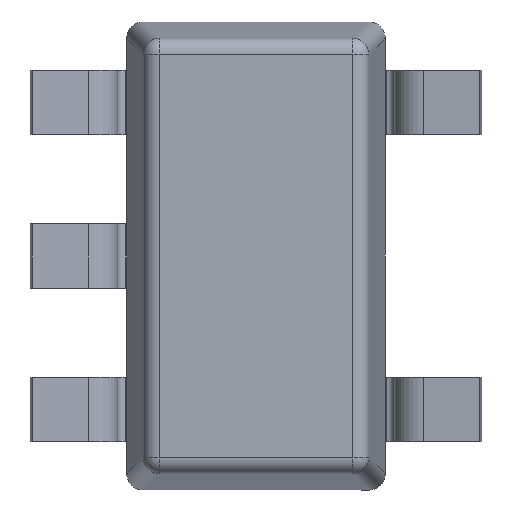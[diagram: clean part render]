
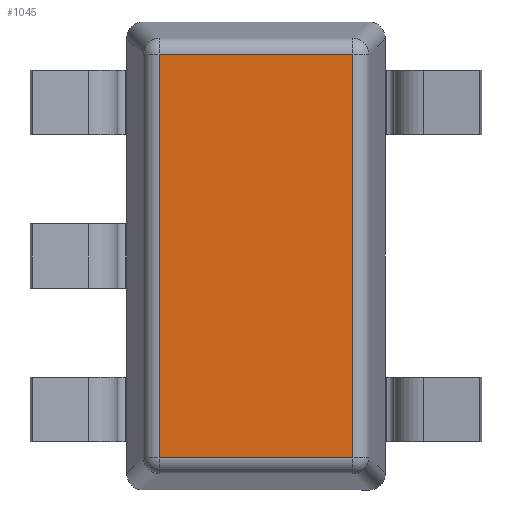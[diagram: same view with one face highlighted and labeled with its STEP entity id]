
A CAD part, front view. The second image highlights one B-rep face of the part: STEP entity #1045.
In plain terms, the highlighted planar face has unit normal (0, -1, 0).
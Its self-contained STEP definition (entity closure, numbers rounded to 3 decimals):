
#54 = VECTOR ( 'NONE', #910, 1000. ) ;
#76 = EDGE_CURVE ( 'NONE', #1664, #2396, #2818, .T. ) ;
#126 = LINE ( 'NONE', #2997, #54 ) ;
#157 = VECTOR ( 'NONE', #612, 1000. ) ;
#231 = LINE ( 'NONE', #2951, #157 ) ;
#278 = AXIS2_PLACEMENT_3D ( 'NONE', #1907, #1422, #514 ) ;
#410 = ORIENTED_EDGE ( 'NONE', *, *, #76, .T. ) ;
#500 = EDGE_CURVE ( 'NONE', #2396, #2024, #126, .T. ) ;
#514 = DIRECTION ( 'NONE',  ( -1., 0., 0. ) ) ;
#612 = DIRECTION ( 'NONE',  ( -1., 0., 0. ) ) ;
#632 = DIRECTION ( 'NONE',  ( 0., 0., 1. ) ) ;
#648 = CARTESIAN_POINT ( 'NONE',  ( 0.601, 0.15, -1.251 ) ) ;
#684 = CARTESIAN_POINT ( 'NONE',  ( -0.601, 0.15, 1.251 ) ) ;
#710 = CARTESIAN_POINT ( 'NONE',  ( 0.601, 0.15, 1.251 ) ) ;
#824 = EDGE_CURVE ( 'NONE', #896, #1664, #231, .T. ) ;
#896 = VERTEX_POINT ( 'NONE', #710 ) ;
#910 = DIRECTION ( 'NONE',  ( 1., 0., 0. ) ) ;
#1045 = ADVANCED_FACE ( 'NONE', ( #1717 ), #1673, .T. ) ;
#1142 = VECTOR ( 'NONE', #632, 1000. ) ;
#1422 = DIRECTION ( 'NONE',  ( 0., -1., 0. ) ) ;
#1650 = VECTOR ( 'NONE', #2537, 1000. ) ;
#1664 = VERTEX_POINT ( 'NONE', #684 ) ;
#1673 = PLANE ( 'NONE',  #278 ) ;
#1717 = FACE_OUTER_BOUND ( 'NONE', #2469, .T. ) ;
#1907 = CARTESIAN_POINT ( 'NONE',  ( 0., 0.15, 0. ) ) ;
#2013 = CARTESIAN_POINT ( 'NONE',  ( 0.601, 0.15, 0. ) ) ;
#2024 = VERTEX_POINT ( 'NONE', #648 ) ;
#2396 = VERTEX_POINT ( 'NONE', #2444 ) ;
#2444 = CARTESIAN_POINT ( 'NONE',  ( -0.601, 0.15, -1.251 ) ) ;
#2469 = EDGE_LOOP ( 'NONE', ( #2950, #3002, #2896, #410 ) ) ;
#2474 = LINE ( 'NONE', #2013, #1142 ) ;
#2524 = CARTESIAN_POINT ( 'NONE',  ( -0.601, 0.15, 0. ) ) ;
#2537 = DIRECTION ( 'NONE',  ( 0., 0., -1. ) ) ;
#2818 = LINE ( 'NONE', #2524, #1650 ) ;
#2896 = ORIENTED_EDGE ( 'NONE', *, *, #824, .T. ) ;
#2950 = ORIENTED_EDGE ( 'NONE', *, *, #500, .T. ) ;
#2951 = CARTESIAN_POINT ( 'NONE',  ( 0., 0.15, 1.251 ) ) ;
#2997 = CARTESIAN_POINT ( 'NONE',  ( 0., 0.15, -1.251 ) ) ;
#3002 = ORIENTED_EDGE ( 'NONE', *, *, #3035, .T. ) ;
#3035 = EDGE_CURVE ( 'NONE', #2024, #896, #2474, .T. ) ;
